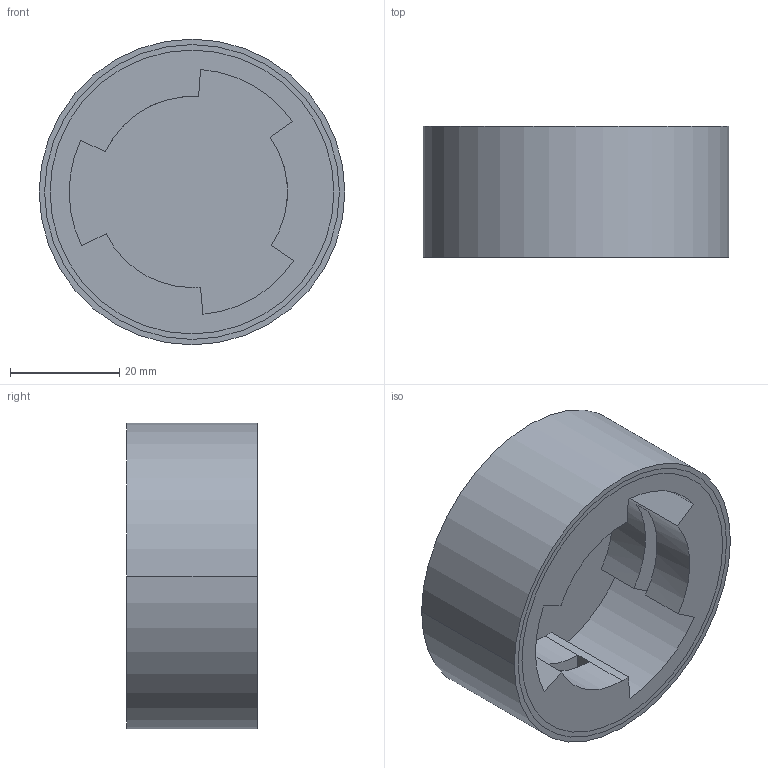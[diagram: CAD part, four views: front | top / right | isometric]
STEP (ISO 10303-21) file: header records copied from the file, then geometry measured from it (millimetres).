
FILE_DESCRIPTION (( 'STEP AP214' ), '1' );
FILE_NAME ('Upper_Draft.STEP', '2021-06-20T12:12:06', ( '' ), ( '' ), 'SwSTEP 2.0', 'SolidWorks 2019', '' );
FILE_SCHEMA (( 'AUTOMOTIVE_DESIGN' ));
Length unit declared in the file: millimetre
Products named in the file (3): Upper_Draft; SteelBase_Upper; PlasticCover_Upper
Assembly tree (2 placements, depth 2):
  Upper_Draft
    PlasticCover_Upper
    SteelBase_Upper
Bounding box: 56 x 24 x 56 mm (x, y, z)
Volume: 37194.8 mm3; surface area: 24841 mm2
Topology: 2 solids, 2 shells, 38 faces, 94 edges, 62 vertices
Faces by surface type: plane 24, cylinder 14
Entity records: 1250 total; most frequent: DIRECTION 218, CARTESIAN_POINT 199, ORIENTED_EDGE 188, EDGE_CURVE 94, AXIS2_PLACEMENT_3D 81, VERTEX_POINT 62, VECTOR 56, LINE 56
